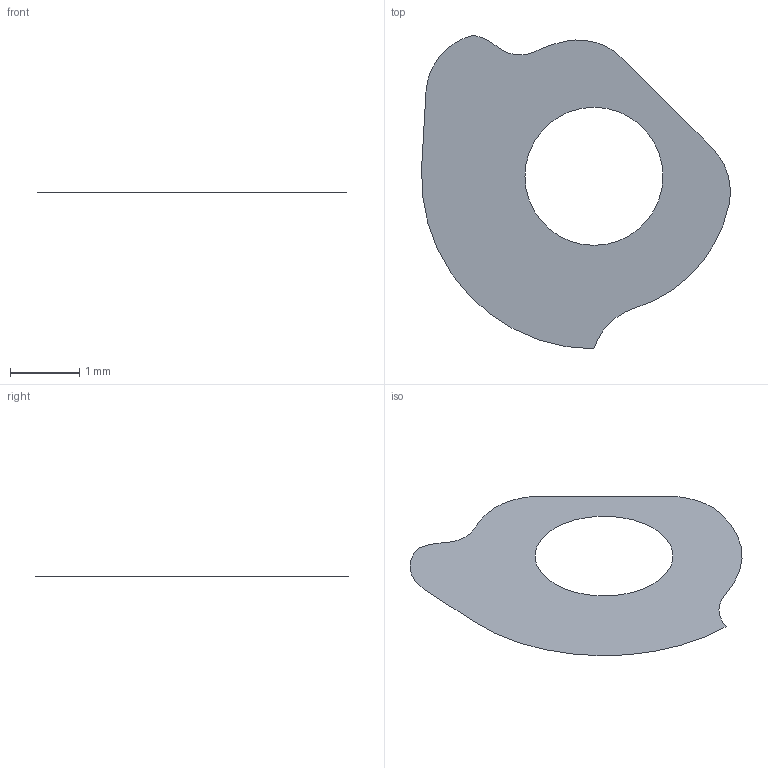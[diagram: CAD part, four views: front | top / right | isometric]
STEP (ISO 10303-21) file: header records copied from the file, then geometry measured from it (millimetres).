
FILE_DESCRIPTION((''),'2;1');
FILE_NAME('PLATINE','2015-06-16T',('SESA69708'),('Schneider-Electric'),'PRO/ENGINEER BY PARAMETRIC TECHNOLOGY CORPORATION, 2012420','PRO/ENGINEER BY PARAMETRIC TECHNOLOGY CORPORATION, 2012420','');
FILE_SCHEMA(('CONFIG_CONTROL_DESIGN'));
Length unit declared in the file: millimetre
Products named in the file (1): PLATINE
Bounding box: 4.47 x 4.55 x 0 mm (x, y, z)
Surface area: 11.8 mm2 (no closed solid volume)
Topology: 0 solids, 0 shells, 1 faces, 13 edges, 13 vertices
Faces by surface type: bspline 1
Entity records: 267 total; most frequent: CARTESIAN_POINT 97, DIRECTION 26, TRIMMED_CURVE 15, DEFINITIONAL_REPRESENTATION 13, PCURVE 13, COMPOSITE_CURVE_SEGMENT 13, AXIS2_PLACEMENT_3D 11, B_SPLINE_CURVE_WITH_KNOTS 11
